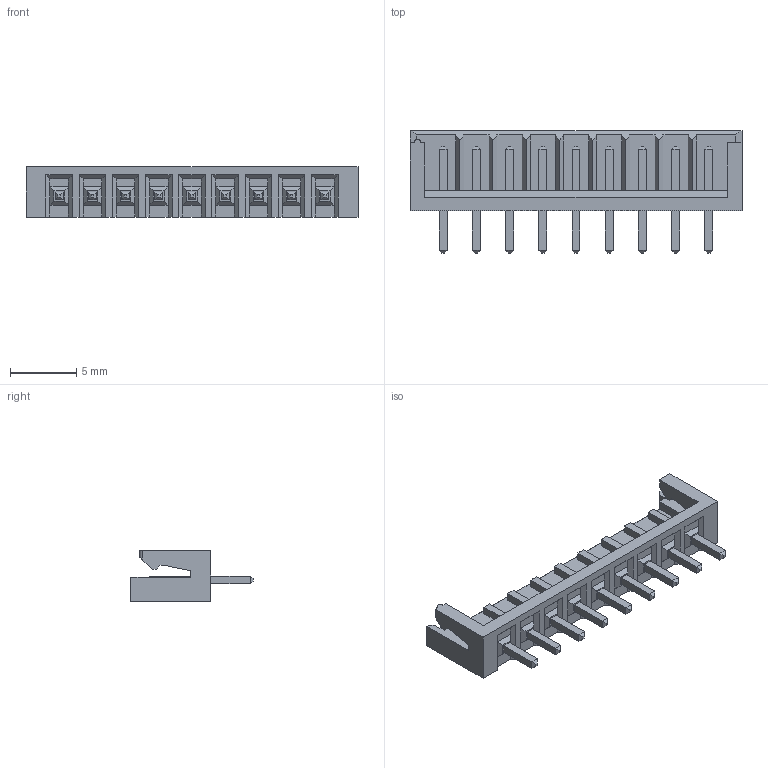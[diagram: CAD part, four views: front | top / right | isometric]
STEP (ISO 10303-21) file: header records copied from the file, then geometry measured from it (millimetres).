
FILE_DESCRIPTION (( 'STEP AP214' ), '1' );
FILE_NAME ('JST-B9B-EH-A.STEP', '2020-12-30T02:25:12', ( '' ), ( '' ), 'SwSTEP 2.0', 'SolidWorks 2020', '' );
FILE_SCHEMA (( 'AUTOMOTIVE_DESIGN' ));
Length unit declared in the file: millimetre
Products named in the file (1): JST-B9B-EH-A
Bounding box: 25 x 9.2 x 3.8 mm (x, y, z)
Volume: 214.5 mm3; surface area: 717.1 mm2
Topology: 1 solids, 1 shells, 315 faces, 775 edges, 480 vertices
Faces by surface type: plane 314, cylinder 1
Entity records: 12449 total; most frequent: CARTESIAN_POINT 1574, ORIENTED_EDGE 1550, DIRECTION 1407, EDGE_CURVE 775, LINE 773, VECTOR 773, VERTEX_POINT 480, EDGE_LOOP 333
